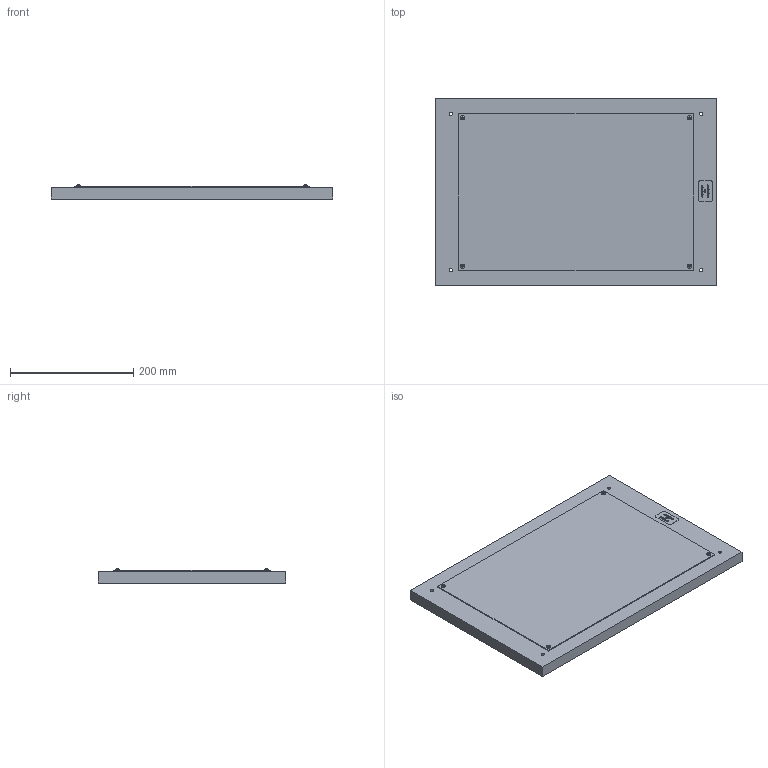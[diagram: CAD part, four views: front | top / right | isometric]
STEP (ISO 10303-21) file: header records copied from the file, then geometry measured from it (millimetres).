
FILE_DESCRIPTION (( 'STEP AP214' ), '1' );
FILE_NAME ('CU-SPGP.STEP', '2019-07-30T16:43:44', ( '' ), ( '' ), 'SwSTEP 2.0', 'SolidWorks 2019', '' );
FILE_SCHEMA (( 'AUTOMOTIVE_DESIGN' ));
Length unit declared in the file: inch
Products named in the file (6): 5410-0065; 9090-0474; CU-SPGP; 7020-0879; 5600-0002; 1141-0233-08_90272A148
Assembly tree (8 placements, depth 3):
  CU-SPGP
    9090-0474
      5600-0002
      5410-0065
      1141-0233-08_90272A148  x4
    7020-0879
Bounding box: 457.2 x 304.8 x 23.02 mm (x, y, z)
Volume: 2808352.2 mm3; surface area: 507319.9 mm2
Topology: 7 solids, 7 shells, 830 faces, 2359 edges, 1566 vertices
Faces by surface type: cylinder 447, plane 254, bspline 69, cone 36, torus 16, sphere 8
Entity records: 22064 total; most frequent: CARTESIAN_POINT 7833, ORIENTED_EDGE 2426, DIRECTION 1859, EDGE_CURVE 1213, VERTEX_POINT 807, LINE 709, VECTOR 709, AXIS2_PLACEMENT_3D 575
